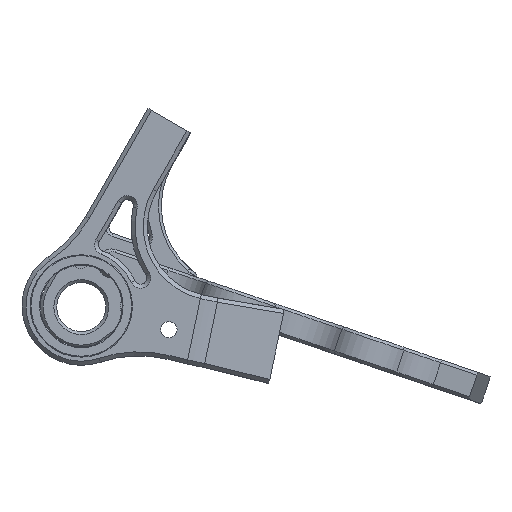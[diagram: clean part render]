
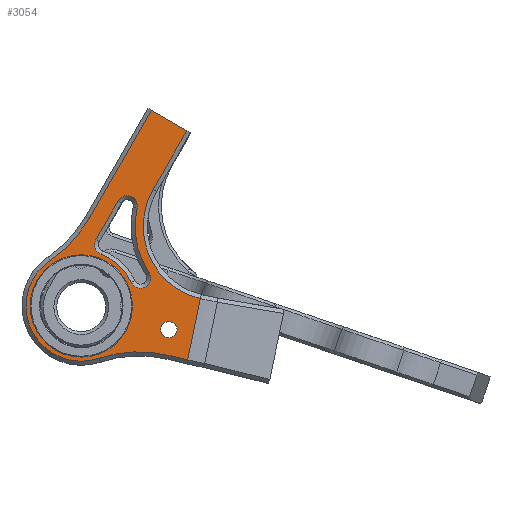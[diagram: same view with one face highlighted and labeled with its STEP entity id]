
A CAD part, top view. The second image highlights one B-rep face of the part: STEP entity #3054.
In plain terms, the highlighted planar face has unit normal (0, 0, 1).
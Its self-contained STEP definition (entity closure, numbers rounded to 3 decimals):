
#54=FACE_BOUND('',#544,.T.);
#55=FACE_BOUND('',#545,.T.);
#56=FACE_BOUND('',#546,.T.);
#136=PLANE('',#3354);
#338=FACE_OUTER_BOUND('',#543,.T.);
#543=EDGE_LOOP('',(#2586,#2587,#2588,#2589,#2590,#2591,#2592,#2593,#2594));
#544=EDGE_LOOP('',(#2595));
#545=EDGE_LOOP('',(#2596));
#546=EDGE_LOOP('',(#2597,#2598,#2599,#2600,#2601,#2602));
#794=LINE('',#5323,#1054);
#803=LINE('',#5354,#1063);
#804=LINE('',#5356,#1064);
#805=LINE('',#5360,#1065);
#806=LINE('',#5362,#1066);
#807=LINE('',#5364,#1067);
#1054=VECTOR('',#4067,10.);
#1063=VECTOR('',#4106,10.);
#1064=VECTOR('',#4107,10.);
#1065=VECTOR('',#4110,10.);
#1066=VECTOR('',#4111,10.);
#1067=VECTOR('',#4112,10.);
#1239=CIRCLE('',#3341,2.5);
#1241=CIRCLE('',#3344,20.126);
#1242=CIRCLE('',#3346,2.5);
#1243=CIRCLE('',#3348,13.5);
#1244=CIRCLE('',#3350,2.5);
#1246=CIRCLE('',#3355,18.126);
#1247=CIRCLE('',#3356,31.);
#1248=CIRCLE('',#3357,13.5);
#1249=CIRCLE('',#3358,31.);
#1250=CIRCLE('',#3359,12.5);
#1251=CIRCLE('',#3360,2.);
#1467=VERTEX_POINT('',#5320);
#1468=VERTEX_POINT('',#5322);
#1470=VERTEX_POINT('',#5328);
#1471=VERTEX_POINT('',#5333);
#1472=VERTEX_POINT('',#5337);
#1473=VERTEX_POINT('',#5341);
#1474=VERTEX_POINT('',#5352);
#1475=VERTEX_POINT('',#5353);
#1476=VERTEX_POINT('',#5355);
#1477=VERTEX_POINT('',#5357);
#1478=VERTEX_POINT('',#5359);
#1479=VERTEX_POINT('',#5361);
#1480=VERTEX_POINT('',#5363);
#1481=VERTEX_POINT('',#5365);
#1482=VERTEX_POINT('',#5367);
#1483=VERTEX_POINT('',#5370);
#1484=VERTEX_POINT('',#5372);
#1843=EDGE_CURVE('',#1467,#1468,#794,.T.);
#1847=EDGE_CURVE('',#1470,#1467,#1239,.T.);
#1850=EDGE_CURVE('',#1471,#1470,#1241,.T.);
#1852=EDGE_CURVE('',#1472,#1471,#1242,.T.);
#1854=EDGE_CURVE('',#1473,#1472,#1243,.T.);
#1855=EDGE_CURVE('',#1468,#1473,#1244,.T.);
#1859=EDGE_CURVE('',#1474,#1475,#803,.T.);
#1860=EDGE_CURVE('',#1474,#1476,#804,.T.);
#1861=EDGE_CURVE('',#1477,#1476,#1246,.T.);
#1862=EDGE_CURVE('',#1478,#1477,#805,.T.);
#1863=EDGE_CURVE('',#1478,#1479,#806,.T.);
#1864=EDGE_CURVE('',#1480,#1479,#807,.T.);
#1865=EDGE_CURVE('',#1481,#1480,#1247,.T.);
#1866=EDGE_CURVE('',#1482,#1481,#1248,.T.);
#1867=EDGE_CURVE('',#1475,#1482,#1249,.T.);
#1868=EDGE_CURVE('',#1483,#1483,#1250,.T.);
#1869=EDGE_CURVE('',#1484,#1484,#1251,.T.);
#2586=ORIENTED_EDGE('',*,*,#1859,.F.);
#2587=ORIENTED_EDGE('',*,*,#1860,.T.);
#2588=ORIENTED_EDGE('',*,*,#1861,.F.);
#2589=ORIENTED_EDGE('',*,*,#1862,.F.);
#2590=ORIENTED_EDGE('',*,*,#1863,.T.);
#2591=ORIENTED_EDGE('',*,*,#1864,.F.);
#2592=ORIENTED_EDGE('',*,*,#1865,.F.);
#2593=ORIENTED_EDGE('',*,*,#1866,.F.);
#2594=ORIENTED_EDGE('',*,*,#1867,.F.);
#2595=ORIENTED_EDGE('',*,*,#1868,.T.);
#2596=ORIENTED_EDGE('',*,*,#1869,.T.);
#2597=ORIENTED_EDGE('',*,*,#1843,.F.);
#2598=ORIENTED_EDGE('',*,*,#1847,.F.);
#2599=ORIENTED_EDGE('',*,*,#1850,.F.);
#2600=ORIENTED_EDGE('',*,*,#1852,.F.);
#2601=ORIENTED_EDGE('',*,*,#1854,.F.);
#2602=ORIENTED_EDGE('',*,*,#1855,.F.);
#3054=ADVANCED_FACE('',(#338,#54,#55,#56),#136,.T.);
#3341=AXIS2_PLACEMENT_3D('',#5330,#4073,#4074);
#3344=AXIS2_PLACEMENT_3D('',#5335,#4080,#4081);
#3346=AXIS2_PLACEMENT_3D('',#5339,#4085,#4086);
#3348=AXIS2_PLACEMENT_3D('',#5343,#4090,#4091);
#3350=AXIS2_PLACEMENT_3D('',#5345,#4094,#4095);
#3354=AXIS2_PLACEMENT_3D('',#5351,#4104,#4105);
#3355=AXIS2_PLACEMENT_3D('',#5358,#4108,#4109);
#3356=AXIS2_PLACEMENT_3D('',#5366,#4113,#4114);
#3357=AXIS2_PLACEMENT_3D('',#5368,#4115,#4116);
#3358=AXIS2_PLACEMENT_3D('',#5369,#4117,#4118);
#3359=AXIS2_PLACEMENT_3D('',#5371,#4119,#4120);
#3360=AXIS2_PLACEMENT_3D('',#5373,#4121,#4122);
#4067=DIRECTION('',(-0.499,-0.867,0.));
#4073=DIRECTION('center_axis',(0.,0.,1.));
#4074=DIRECTION('ref_axis',(0.975,-0.222,0.));
#4080=DIRECTION('center_axis',(0.,0.,-1.));
#4081=DIRECTION('ref_axis',(-0.975,0.222,0.));
#4085=DIRECTION('center_axis',(0.,0.,1.));
#4086=DIRECTION('ref_axis',(0.905,0.426,0.));
#4090=DIRECTION('center_axis',(0.,0.,-1.));
#4091=DIRECTION('ref_axis',(1.,0.,0.));
#4094=DIRECTION('center_axis',(0.,0.,1.));
#4095=DIRECTION('ref_axis',(-0.867,0.499,0.));
#4104=DIRECTION('center_axis',(0.,0.,1.));
#4105=DIRECTION('ref_axis',(1.,0.,0.));
#4106=DIRECTION('',(-0.972,0.236,0.));
#4107=DIRECTION('',(0.203,0.979,0.));
#4108=DIRECTION('center_axis',(0.,0.,1.));
#4109=DIRECTION('ref_axis',(-0.867,0.499,0.));
#4110=DIRECTION('',(-0.499,-0.867,0.));
#4111=DIRECTION('',(-0.867,0.499,0.));
#4112=DIRECTION('',(0.499,0.867,0.));
#4113=DIRECTION('center_axis',(0.,0.,1.));
#4114=DIRECTION('ref_axis',(0.561,-0.828,0.));
#4115=DIRECTION('center_axis',(0.,0.,-1.));
#4116=DIRECTION('ref_axis',(-1.,0.,0.));
#4117=DIRECTION('center_axis',(0.,0.,1.));
#4118=DIRECTION('ref_axis',(0.236,0.972,0.));
#4119=DIRECTION('center_axis',(0.,0.,-1.));
#4120=DIRECTION('ref_axis',(1.,0.,0.));
#4121=DIRECTION('center_axis',(0.,0.,-1.));
#4122=DIRECTION('ref_axis',(1.,0.,0.));
#5320=CARTESIAN_POINT('',(-400.975,110.708,83.));
#5322=CARTESIAN_POINT('',(-406.451,101.191,83.));
#5323=CARTESIAN_POINT('',(-405.818,102.291,83.));
#5328=CARTESIAN_POINT('',(-396.37,108.906,83.));
#5330=CARTESIAN_POINT('Origin',(-398.808,109.461,83.));
#5333=CARTESIAN_POINT('',(-393.453,93.218,83.));
#5335=CARTESIAN_POINT('Origin',(-376.746,104.44,83.));
#5337=CARTESIAN_POINT('',(-397.789,90.757,83.));
#5339=CARTESIAN_POINT('Origin',(-395.528,91.823,83.));
#5341=CARTESIAN_POINT('',(-405.177,97.609,83.));
#5343=CARTESIAN_POINT('Origin',(-410.,85.,83.));
#5345=CARTESIAN_POINT('Origin',(-404.284,99.944,83.));
#5351=CARTESIAN_POINT('Origin',(-402.598,101.902,83.));
#5352=CARTESIAN_POINT('',(-384.005,71.814,83.));
#5353=CARTESIAN_POINT('',(-388.577,72.924,83.));
#5354=CARTESIAN_POINT('',(-398.518,75.335,83.));
#5355=CARTESIAN_POINT('',(-380.899,86.797,83.));
#5356=CARTESIAN_POINT('',(-380.696,87.776,83.));
#5357=CARTESIAN_POINT('',(-392.456,113.481,83.));
#5358=CARTESIAN_POINT('Origin',(-376.746,104.44,83.));
#5359=CARTESIAN_POINT('',(-384.206,127.817,83.));
#5360=CARTESIAN_POINT('',(-396.221,106.94,83.));
#5361=CARTESIAN_POINT('',(-392.874,132.805,83.));
#5362=CARTESIAN_POINT('',(-383.339,127.319,83.));
#5363=CARTESIAN_POINT('',(-408.074,106.39,83.));
#5364=CARTESIAN_POINT('',(-400.763,119.096,83.));
#5365=CARTESIAN_POINT('',(-417.567,96.18,83.));
#5366=CARTESIAN_POINT('Origin',(-434.943,121.852,83.));
#5367=CARTESIAN_POINT('',(-405.718,72.197,83.));
#5368=CARTESIAN_POINT('Origin',(-410.,85.,83.));
#5369=CARTESIAN_POINT('Origin',(-395.886,42.798,83.));
#5370=CARTESIAN_POINT('',(-422.5,85.,83.));
#5371=CARTESIAN_POINT('Origin',(-410.,85.,83.));
#5372=CARTESIAN_POINT('',(-390.601,79.205,83.));
#5373=CARTESIAN_POINT('Origin',(-388.601,79.205,83.));
